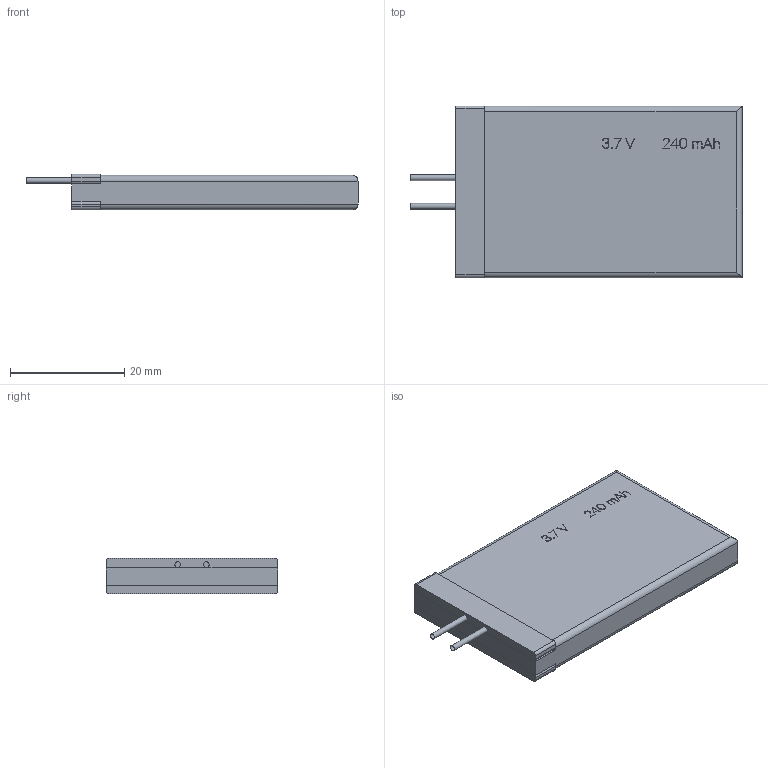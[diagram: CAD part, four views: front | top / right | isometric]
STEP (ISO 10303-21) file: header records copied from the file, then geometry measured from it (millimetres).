
FILE_DESCRIPTION(('FreeCAD Model'),'2;1');
FILE_NAME('battery_3_7v_240mAh.step','2017-05-22T20:06:58',('Author'),(''), 'Open CASCADE STEP processor 6.8','FreeCAD','Unknown');
FILE_SCHEMA(('AUTOMOTIVE_DESIGN_CC2 { 1 2 10303 214 -1 1 5 4 }'));
Length unit declared in the file: millimetre
Products named in the file (7): ASSEMBLY; Clone_of_plus_wire; Clone_of_battery_rounded; Clone_of_data_text_(2D); Clone_of_celonfan_rounded_2; Clone_of_minus_wire; Clone_of_celofan_rounded
Assembly tree (6 placements, depth 2):
  ASSEMBLY
    Clone_of_plus_wire
    Clone_of_battery_rounded
    Clone_of_data_text_(2D)
    Clone_of_celonfan_rounded_2
    Clone_of_minus_wire
    Clone_of_celofan_rounded
Bounding box: 58 x 30 x 6.2 mm (x, y, z)
Volume: 8977.9 mm3; surface area: 4709.4 mm2
Topology: 3 solids, 15 shells, 58 faces, 370 edges, 328 vertices
Faces by surface type: plane 40, cylinder 16, torus 2
Full cylindrical faces by diameter (mm): 1 x2
Entity records: 7320 total; most frequent: CARTESIAN_POINT 2119, DIRECTION 628, ORIENTED_EDGE 486, PCURVE 486, DEFINITIONAL_REPRESENTATION 486, LINE 426, VECTOR 426, B_SPLINE_CURVE_WITH_KNOTS 378
